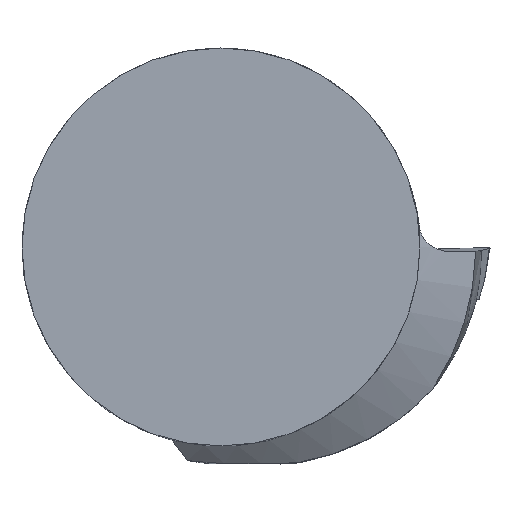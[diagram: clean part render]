
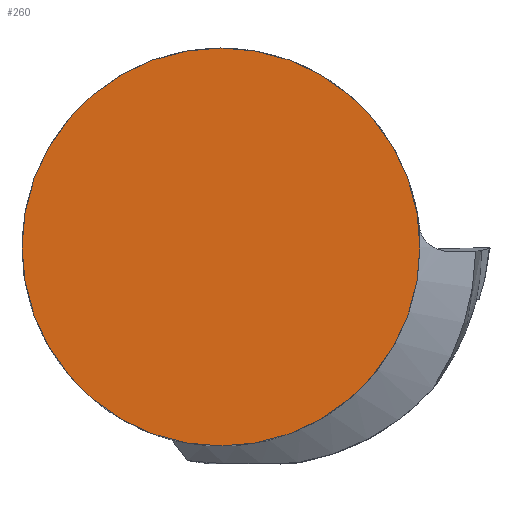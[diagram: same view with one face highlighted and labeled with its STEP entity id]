
A CAD part, top view. The second image highlights one B-rep face of the part: STEP entity #260.
In plain terms, the highlighted planar face has unit normal (0, 0, 1).
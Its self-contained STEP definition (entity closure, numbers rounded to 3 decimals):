
#154=PLANE('',#819);
#260=ADVANCED_FACE('',(#303),#154,.T.);
#303=FACE_OUTER_BOUND('',#341,.T.);
#341=EDGE_LOOP('',(#507));
#370=CIRCLE('',#790,12.5);
#507=ORIENTED_EDGE('',*,*,#654,.T.);
#590=VERTEX_POINT('',#1214);
#654=EDGE_CURVE('',#590,#590,#370,.T.);
#790=AXIS2_PLACEMENT_3D('',#1213,#896,#897);
#819=AXIS2_PLACEMENT_3D('',#1307,#963,#964);
#896=DIRECTION('',(0.,0.,1.));
#897=DIRECTION('',(1.,0.,0.));
#963=DIRECTION('',(0.,0.,1.));
#964=DIRECTION('',(1.,0.,0.));
#1213=CARTESIAN_POINT('',(0.,0.,0.));
#1214=CARTESIAN_POINT('',(12.5,0.,0.));
#1307=CARTESIAN_POINT('',(0.,0.,0.));
